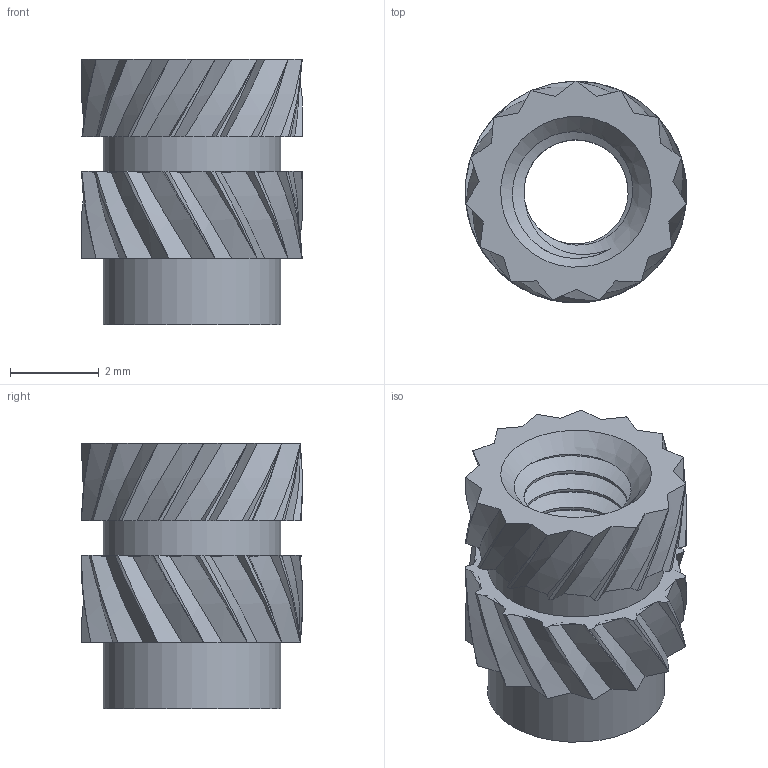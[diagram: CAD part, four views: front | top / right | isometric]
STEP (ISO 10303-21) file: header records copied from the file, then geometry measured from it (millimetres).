
FILE_DESCRIPTION(/* description */ (''),/* implementation_level */ '2;1');
FILE_NAME(/* name */ 'Insert M3 D5 L5mm v1.step',/* time_stamp */ '2024-04-29T22:35:26+02:00',/* author */ (''),/* organization */ (''),/* preprocessor_version */ 'ST-DEVELOPER v20',/* originating_system */ 'Autodesk Translation Framework v12.20.1.177',/* authorisation */ '');
FILE_SCHEMA (('AUTOMOTIVE_DESIGN { 1 0 10303 214 3 1 1 }'));
Length unit declared in the file: millimetre
Products named in the file (1): Insert M3 D5 L5mm
Bounding box: 5 x 5 x 6 mm (x, y, z)
Volume: 56.7 mm3; surface area: 211.4 mm2
Topology: 1 solids, 1 shells, 169 faces, 432 edges, 268 vertices
Faces by surface type: bspline 92, cylinder 55, plane 20, cone 2
Full cylindrical faces by diameter (mm): 2.35 x9, 3 x10, 4 x2
Entity records: 9878 total; most frequent: CARTESIAN_POINT 6472, ORIENTED_EDGE 864, EDGE_CURVE 432, DIRECTION 426, VERTEX_POINT 268, B_SPLINE_CURVE_WITH_KNOTS 210, EDGE_LOOP 174, FACE_OUTER_BOUND 169
